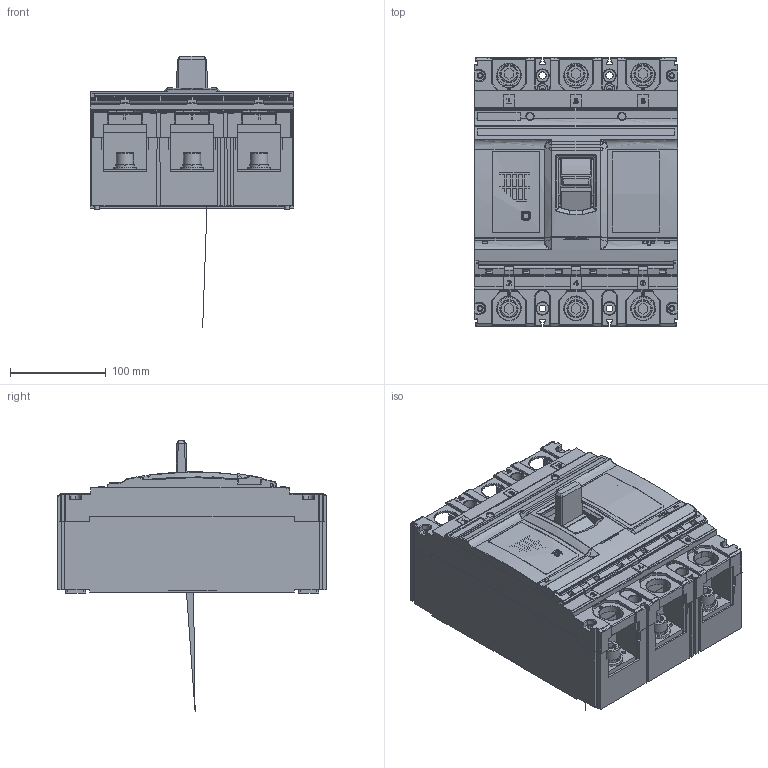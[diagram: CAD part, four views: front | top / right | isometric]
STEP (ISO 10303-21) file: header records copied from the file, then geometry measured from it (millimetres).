
FILE_DESCRIPTION (( 'STEP AP203' ), '1' );
FILE_NAME ('Ñáîðêà4.STEP', '2023-11-22T11:14:37', ( '' ), ( '' ), 'SwSTEP 2.0', 'SolidWorks 2022', '' );
FILE_SCHEMA (( 'CONFIG_CONTROL_DESIGN' ));
Products named in the file (2): 221; Сборка4
Assembly tree (1 placements, depth 2):
  Сборка4
    221
Bounding box: 212 x 281.16 x 283.5 mm (x, y, z)
Volume: 5694362.8 mm3; surface area: 501111.5 mm2
Topology: 1 solids, 27 shells, 3853 faces, 10553 edges, 6759 vertices
Faces by surface type: plane 2230, cylinder 1051, bspline 542, cone 18, torus 12
Entity records: 153922 total; most frequent: CARTESIAN_POINT 64578, ORIENTED_EDGE 20998, DIRECTION 14822, EDGE_CURVE 10499, VERTEX_POINT 6759, VECTOR 5912, LINE 5912, AXIS2_PLACEMENT_3D 4455
